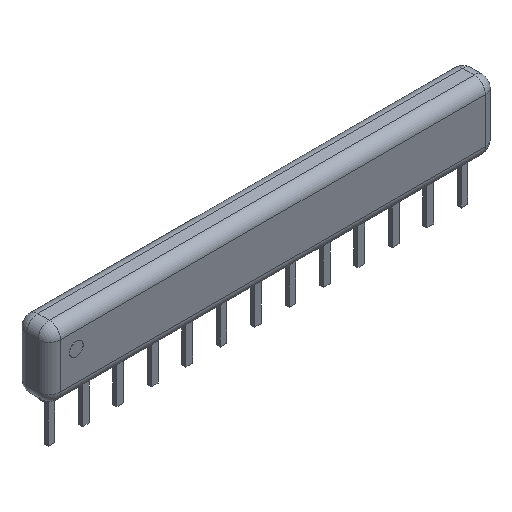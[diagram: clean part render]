
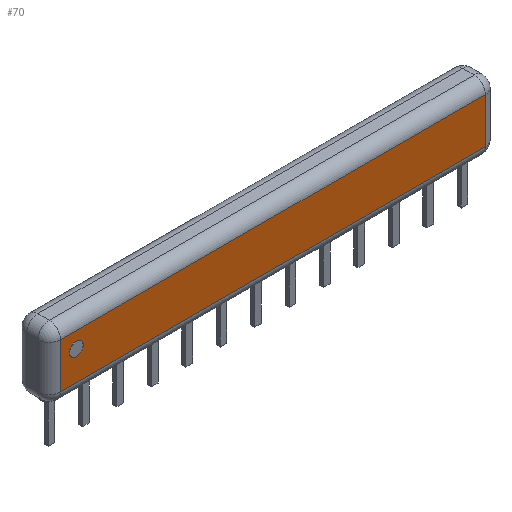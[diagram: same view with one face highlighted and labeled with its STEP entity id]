
A CAD part, isometric view. The second image highlights one B-rep face of the part: STEP entity #70.
In plain terms, the highlighted planar face has unit normal (0, -1, 0).
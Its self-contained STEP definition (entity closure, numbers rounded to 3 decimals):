
#49 = EDGE_CURVE('',#50,#50,#52,.T.);
#50 = VERTEX_POINT('',#51);
#51 = CARTESIAN_POINT('',(1.23,-1.25,3.3));
#52 = CIRCLE('',#53,0.5);
#53 = AXIS2_PLACEMENT_3D('',#54,#55,#56);
#54 = CARTESIAN_POINT('',(0.73,-1.25,3.3));
#55 = DIRECTION('',(0.,-1.,0.));
#56 = DIRECTION('',(1.,0.,0.));
#70 = ADVANCED_FACE('',(#71,#105),#108,.F.);
#71 = FACE_BOUND('',#72,.F.);
#72 = EDGE_LOOP('',(#73,#83,#91,#99));
#73 = ORIENTED_EDGE('',*,*,#74,.F.);
#74 = EDGE_CURVE('',#75,#77,#79,.T.);
#75 = VERTEX_POINT('',#76);
#76 = CARTESIAN_POINT('',(-0.437,-1.25,1.133));
#77 = VERTEX_POINT('',#78);
#78 = CARTESIAN_POINT('',(30.917,-1.25,1.133));
#79 = LINE('',#80,#81);
#80 = CARTESIAN_POINT('',(-1.27,-1.25,1.133));
#81 = VECTOR('',#82,1.);
#82 = DIRECTION('',(1.,0.,0.));
#83 = ORIENTED_EDGE('',*,*,#84,.F.);
#84 = EDGE_CURVE('',#85,#75,#87,.T.);
#85 = VERTEX_POINT('',#86);
#86 = CARTESIAN_POINT('',(-0.437,-1.25,4.467));
#87 = LINE('',#88,#89);
#88 = CARTESIAN_POINT('',(-0.437,-1.25,5.3));
#89 = VECTOR('',#90,1.);
#90 = DIRECTION('',(0.,0.,-1.));
#91 = ORIENTED_EDGE('',*,*,#92,.T.);
#92 = EDGE_CURVE('',#85,#93,#95,.T.);
#93 = VERTEX_POINT('',#94);
#94 = CARTESIAN_POINT('',(30.917,-1.25,4.467));
#95 = LINE('',#96,#97);
#96 = CARTESIAN_POINT('',(-1.27,-1.25,4.467));
#97 = VECTOR('',#98,1.);
#98 = DIRECTION('',(1.,0.,0.));
#99 = ORIENTED_EDGE('',*,*,#100,.T.);
#100 = EDGE_CURVE('',#93,#77,#101,.T.);
#101 = LINE('',#102,#103);
#102 = CARTESIAN_POINT('',(30.917,-1.25,5.3));
#103 = VECTOR('',#104,1.);
#104 = DIRECTION('',(0.,0.,-1.));
#105 = FACE_BOUND('',#106,.F.);
#106 = EDGE_LOOP('',(#107));
#107 = ORIENTED_EDGE('',*,*,#49,.T.);
#108 = PLANE('',#109);
#109 = AXIS2_PLACEMENT_3D('',#110,#111,#112);
#110 = CARTESIAN_POINT('',(-1.27,-1.25,5.3));
#111 = DIRECTION('',(0.,1.,0.));
#112 = DIRECTION('',(0.,0.,-1.));
